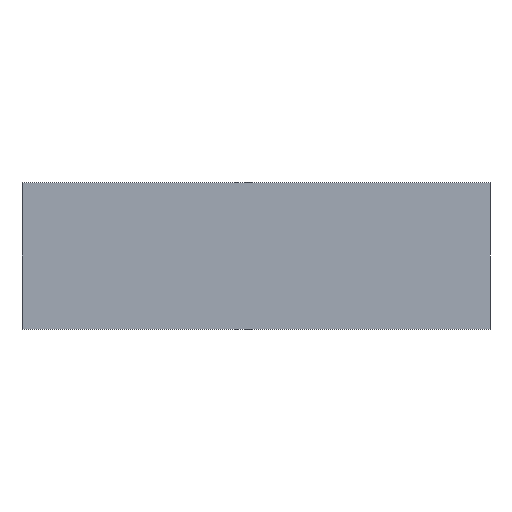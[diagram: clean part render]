
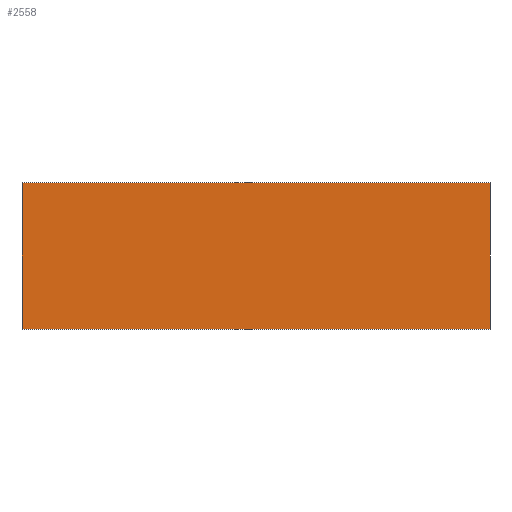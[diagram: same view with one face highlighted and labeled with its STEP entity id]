
A CAD part, front view. The second image highlights one B-rep face of the part: STEP entity #2558.
In plain terms, the highlighted planar face has unit normal (0, -1, 0).
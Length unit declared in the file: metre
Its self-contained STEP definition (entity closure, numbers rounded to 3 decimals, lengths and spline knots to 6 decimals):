
#2342 = EDGE_CURVE('',#2343,#2345,#2347,.T.);
#2343 = VERTEX_POINT('',#2344);
#2344 = CARTESIAN_POINT('',(0.,0.,0.));
#2345 = VERTEX_POINT('',#2346);
#2346 = CARTESIAN_POINT('',(0.,0.,2500.));
#2347 = SURFACE_CURVE('',#2348,(#2352,#2364),.PCURVE_S1.);
#2348 = LINE('',#2349,#2350);
#2349 = CARTESIAN_POINT('',(0.,0.,0.));
#2350 = VECTOR('',#2351,1.);
#2351 = DIRECTION('',(0.,0.,1.));
#2352 = PCURVE('',#2353,#2358);
#2353 = PLANE('',#2354);
#2354 = AXIS2_PLACEMENT_3D('',#2355,#2356,#2357);
#2355 = CARTESIAN_POINT('',(0.,0.,0.));
#2356 = DIRECTION('',(1.,0.,-0.));
#2357 = DIRECTION('',(0.,0.,1.));
#2358 = DEFINITIONAL_REPRESENTATION('',(#2359),#2363);
#2359 = LINE('',#2360,#2361);
#2360 = CARTESIAN_POINT('',(0.,0.));
#2361 = VECTOR('',#2362,1.);
#2362 = DIRECTION('',(1.,0.));
#2363 = ( GEOMETRIC_REPRESENTATION_CONTEXT(2) 
PARAMETRIC_REPRESENTATION_CONTEXT() REPRESENTATION_CONTEXT('2D SPACE',''
  ) );
#2364 = PCURVE('',#2365,#2370);
#2365 = PLANE('',#2366);
#2366 = AXIS2_PLACEMENT_3D('',#2367,#2368,#2369);
#2367 = CARTESIAN_POINT('',(0.,0.,0.));
#2368 = DIRECTION('',(-0.,1.,0.));
#2369 = DIRECTION('',(0.,0.,1.));
#2370 = DEFINITIONAL_REPRESENTATION('',(#2371),#2375);
#2371 = LINE('',#2372,#2373);
#2372 = CARTESIAN_POINT('',(0.,0.));
#2373 = VECTOR('',#2374,1.);
#2374 = DIRECTION('',(1.,0.));
#2375 = ( GEOMETRIC_REPRESENTATION_CONTEXT(2) 
PARAMETRIC_REPRESENTATION_CONTEXT() REPRESENTATION_CONTEXT('2D SPACE',''
  ) );
#2393 = PLANE('',#2394);
#2394 = AXIS2_PLACEMENT_3D('',#2395,#2396,#2397);
#2395 = CARTESIAN_POINT('',(0.,0.,0.));
#2396 = DIRECTION('',(0.,0.,1.));
#2397 = DIRECTION('',(1.,0.,-0.));
#2447 = PLANE('',#2448);
#2448 = AXIS2_PLACEMENT_3D('',#2449,#2450,#2451);
#2449 = CARTESIAN_POINT('',(0.,0.,2500.));
#2450 = DIRECTION('',(0.,0.,1.));
#2451 = DIRECTION('',(1.,0.,-0.));
#2462 = EDGE_CURVE('',#2463,#2465,#2467,.T.);
#2463 = VERTEX_POINT('',#2464);
#2464 = CARTESIAN_POINT('',(8000.,0.,0.));
#2465 = VERTEX_POINT('',#2466);
#2466 = CARTESIAN_POINT('',(8000.,0.,2500.));
#2467 = SURFACE_CURVE('',#2468,(#2472,#2484),.PCURVE_S1.);
#2468 = LINE('',#2469,#2470);
#2469 = CARTESIAN_POINT('',(8000.,0.,0.));
#2470 = VECTOR('',#2471,1.);
#2471 = DIRECTION('',(0.,0.,1.));
#2472 = PCURVE('',#2473,#2478);
#2473 = PLANE('',#2474);
#2474 = AXIS2_PLACEMENT_3D('',#2475,#2476,#2477);
#2475 = CARTESIAN_POINT('',(8000.,0.,0.));
#2476 = DIRECTION('',(1.,0.,-0.));
#2477 = DIRECTION('',(0.,0.,1.));
#2478 = DEFINITIONAL_REPRESENTATION('',(#2479),#2483);
#2479 = LINE('',#2480,#2481);
#2480 = CARTESIAN_POINT('',(0.,0.));
#2481 = VECTOR('',#2482,1.);
#2482 = DIRECTION('',(1.,0.));
#2483 = ( GEOMETRIC_REPRESENTATION_CONTEXT(2) 
PARAMETRIC_REPRESENTATION_CONTEXT() REPRESENTATION_CONTEXT('2D SPACE',''
  ) );
#2484 = PCURVE('',#2365,#2485);
#2485 = DEFINITIONAL_REPRESENTATION('',(#2486),#2490);
#2486 = LINE('',#2487,#2488);
#2487 = CARTESIAN_POINT('',(0.,8000.));
#2488 = VECTOR('',#2489,1.);
#2489 = DIRECTION('',(1.,0.));
#2490 = ( GEOMETRIC_REPRESENTATION_CONTEXT(2) 
PARAMETRIC_REPRESENTATION_CONTEXT() REPRESENTATION_CONTEXT('2D SPACE',''
  ) );
#2558 = ADVANCED_FACE('',(#2559),#2365,.F.);
#2559 = FACE_BOUND('',#2560,.F.);
#2560 = EDGE_LOOP('',(#2561,#2582,#2583,#2604));
#2561 = ORIENTED_EDGE('',*,*,#2562,.F.);
#2562 = EDGE_CURVE('',#2343,#2463,#2563,.T.);
#2563 = SURFACE_CURVE('',#2564,(#2568,#2575),.PCURVE_S1.);
#2564 = LINE('',#2565,#2566);
#2565 = CARTESIAN_POINT('',(0.,0.,0.));
#2566 = VECTOR('',#2567,1.);
#2567 = DIRECTION('',(1.,0.,-0.));
#2568 = PCURVE('',#2365,#2569);
#2569 = DEFINITIONAL_REPRESENTATION('',(#2570),#2574);
#2570 = LINE('',#2571,#2572);
#2571 = CARTESIAN_POINT('',(0.,0.));
#2572 = VECTOR('',#2573,1.);
#2573 = DIRECTION('',(0.,1.));
#2574 = ( GEOMETRIC_REPRESENTATION_CONTEXT(2) 
PARAMETRIC_REPRESENTATION_CONTEXT() REPRESENTATION_CONTEXT('2D SPACE',''
  ) );
#2575 = PCURVE('',#2393,#2576);
#2576 = DEFINITIONAL_REPRESENTATION('',(#2577),#2581);
#2577 = LINE('',#2578,#2579);
#2578 = CARTESIAN_POINT('',(0.,0.));
#2579 = VECTOR('',#2580,1.);
#2580 = DIRECTION('',(1.,0.));
#2581 = ( GEOMETRIC_REPRESENTATION_CONTEXT(2) 
PARAMETRIC_REPRESENTATION_CONTEXT() REPRESENTATION_CONTEXT('2D SPACE',''
  ) );
#2582 = ORIENTED_EDGE('',*,*,#2342,.T.);
#2583 = ORIENTED_EDGE('',*,*,#2584,.T.);
#2584 = EDGE_CURVE('',#2345,#2465,#2585,.T.);
#2585 = SURFACE_CURVE('',#2586,(#2590,#2597),.PCURVE_S1.);
#2586 = LINE('',#2587,#2588);
#2587 = CARTESIAN_POINT('',(0.,0.,2500.));
#2588 = VECTOR('',#2589,1.);
#2589 = DIRECTION('',(1.,0.,-0.));
#2590 = PCURVE('',#2365,#2591);
#2591 = DEFINITIONAL_REPRESENTATION('',(#2592),#2596);
#2592 = LINE('',#2593,#2594);
#2593 = CARTESIAN_POINT('',(2500.,0.));
#2594 = VECTOR('',#2595,1.);
#2595 = DIRECTION('',(0.,1.));
#2596 = ( GEOMETRIC_REPRESENTATION_CONTEXT(2) 
PARAMETRIC_REPRESENTATION_CONTEXT() REPRESENTATION_CONTEXT('2D SPACE',''
  ) );
#2597 = PCURVE('',#2447,#2598);
#2598 = DEFINITIONAL_REPRESENTATION('',(#2599),#2603);
#2599 = LINE('',#2600,#2601);
#2600 = CARTESIAN_POINT('',(0.,0.));
#2601 = VECTOR('',#2602,1.);
#2602 = DIRECTION('',(1.,0.));
#2603 = ( GEOMETRIC_REPRESENTATION_CONTEXT(2) 
PARAMETRIC_REPRESENTATION_CONTEXT() REPRESENTATION_CONTEXT('2D SPACE',''
  ) );
#2604 = ORIENTED_EDGE('',*,*,#2462,.F.);
